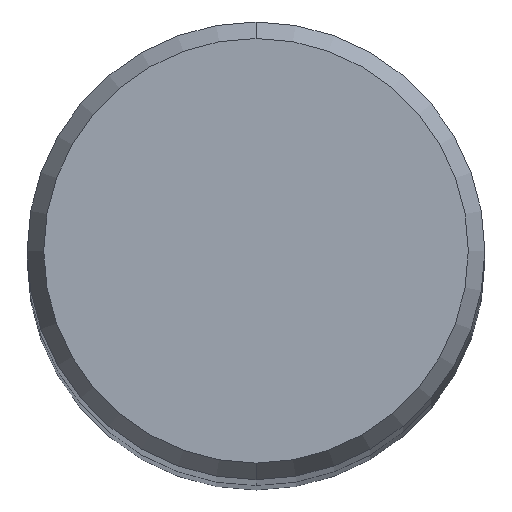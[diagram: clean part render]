
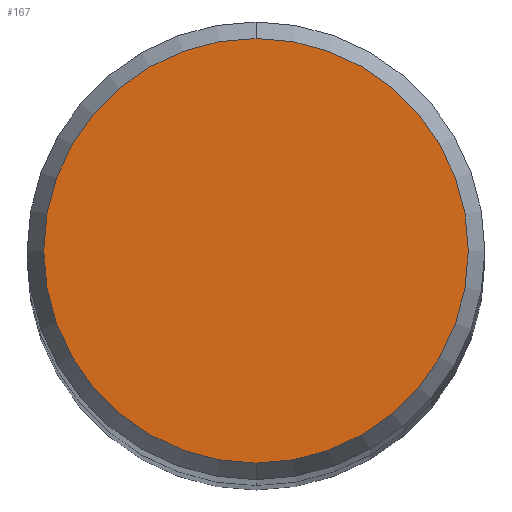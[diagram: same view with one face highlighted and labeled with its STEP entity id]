
A CAD part, top view. The second image highlights one B-rep face of the part: STEP entity #167.
In plain terms, the highlighted planar face has unit normal (0, 0, 1).
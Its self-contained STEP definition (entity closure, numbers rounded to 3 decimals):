
#83=EDGE_CURVE('',#85,#181,#202,.T.);
#85=VERTEX_POINT('',#204);
#91=EDGE_CURVE('',#181,#85,#210,.T.);
#167=ADVANCED_FACE('',(#298),#299,.T.);
#181=VERTEX_POINT('',#313);
#202=CIRCLE('',#327,5.892);
#204=CARTESIAN_POINT('',(0.,-5.892,0.0));
#210=CIRCLE('',#338,5.892);
#298=FACE_OUTER_BOUND('',#446,.T.);
#299=PLANE('',#447);
#313=CARTESIAN_POINT('',(0.0,5.892,0.0));
#327=AXIS2_PLACEMENT_3D('',#469,#470,#471);
#338=AXIS2_PLACEMENT_3D('',#473,#474,#475);
#446=EDGE_LOOP('',(#600,#601));
#447=AXIS2_PLACEMENT_3D('',#602,#603,#604);
#469=CARTESIAN_POINT('',(0.0,0.0,0.0));
#470=DIRECTION('',(0.0,0.0,-1.0));
#471=DIRECTION('',(0.0,1.0,0.0));
#473=CARTESIAN_POINT('',(0.0,0.0,0.0));
#474=DIRECTION('',(0.0,0.0,-1.0));
#475=DIRECTION('',(0.0,1.0,0.0));
#600=ORIENTED_EDGE('',*,*,#91,.F.);
#601=ORIENTED_EDGE('',*,*,#83,.F.);
#602=CARTESIAN_POINT('',(0.0,2.946,0.0));
#603=DIRECTION('',(-0.0,0.0,1.0));
#604=DIRECTION('',(0.0,-1.0,0.0));
